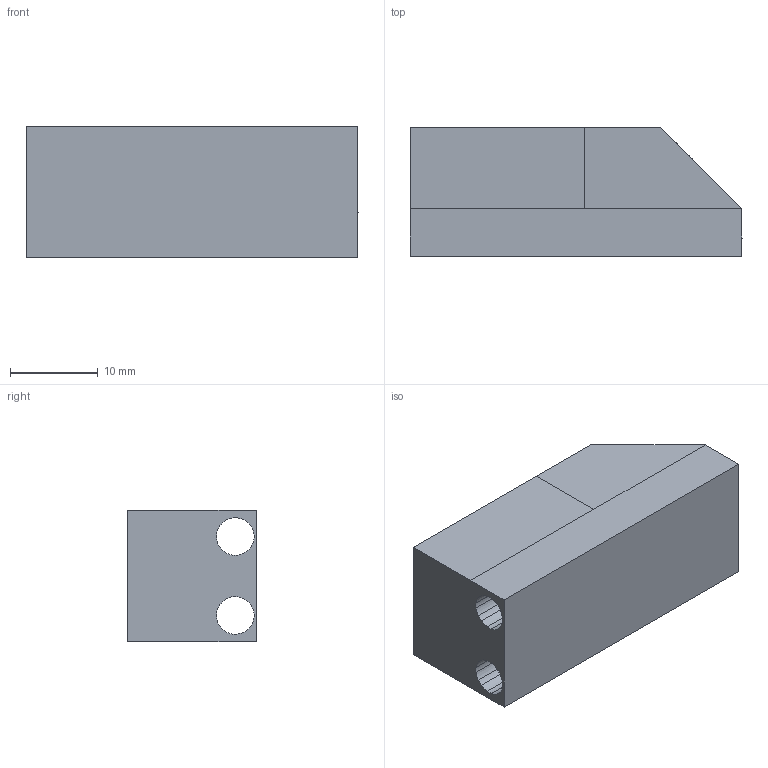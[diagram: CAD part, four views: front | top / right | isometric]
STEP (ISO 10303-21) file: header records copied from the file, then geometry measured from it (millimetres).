
FILE_DESCRIPTION(/* description */ (''),/* implementation_level */ '2;1');
FILE_NAME(/* name */ 't3-servo-attach v1.step',/* time_stamp */ '2024-07-28T17:07:22+05:30',/* author */ (''),/* organization */ (''),/* preprocessor_version */ 'ST-DEVELOPER v20',/* originating_system */ 'Autodesk Translation Framework v13.14.0.145',/* authorisation */ '');
FILE_SCHEMA (('AUTOMOTIVE_DESIGN { 1 0 10303 214 3 1 1 }'));
Length unit declared in the file: millimetre
Products named in the file (2): t3-servo-attach; t3-nd-cmp
Assembly tree (1 placements, depth 2):
  t3-servo-attach
    t3-nd-cmp
Bounding box: 37.9 x 14.67 x 15 mm (x, y, z)
Volume: 6465.9 mm3; surface area: 3782.9 mm2
Topology: 1 solids, 1 shells, 409 faces, 1209 edges, 805 vertices
Faces by surface type: plane 254, cylinder 120, bspline 34, cone 1
Entity records: 13905 total; most frequent: CARTESIAN_POINT 2982, ORIENTED_EDGE 2418, DIRECTION 2152, EDGE_CURVE 1209, VERTEX_POINT 805, LINE 778, VECTOR 778, AXIS2_PLACEMENT_3D 687
